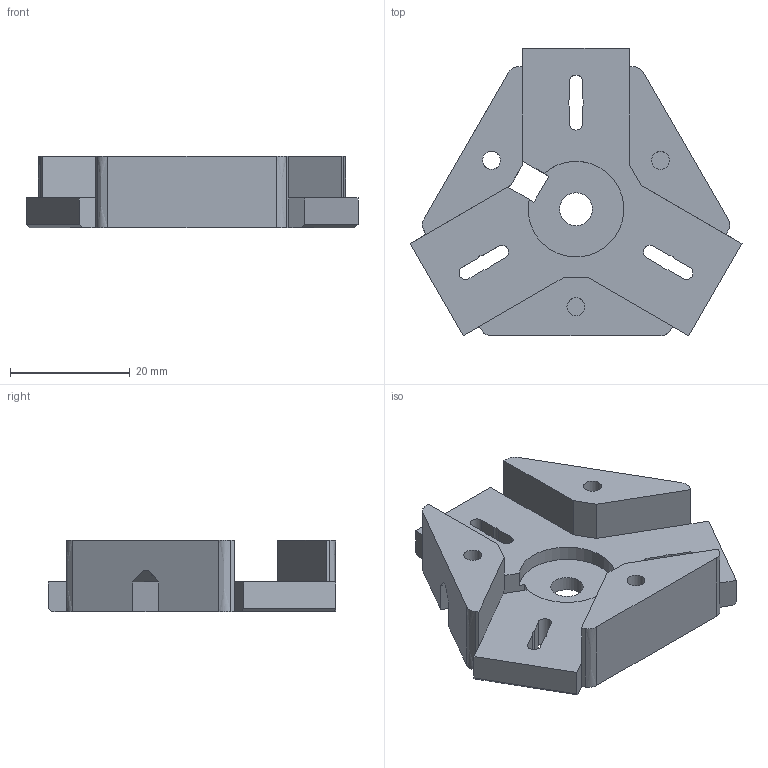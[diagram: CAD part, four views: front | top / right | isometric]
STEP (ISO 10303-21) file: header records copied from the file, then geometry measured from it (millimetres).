
FILE_DESCRIPTION(/* description */ (''),/* implementation_level */ '2;1');
FILE_NAME(/* name */ 'HexaLED base.step',/* time_stamp */ '2025-07-27T22:44:33+02:00',/* author */ (''),/* organization */ (''),/* preprocessor_version */ 'ST-DEVELOPER v20.1',/* originating_system */ 'Autodesk Translation Framework v14.10.0.0',/* authorisation */ '');
FILE_SCHEMA (('AUTOMOTIVE_DESIGN { 1 0 10303 214 3 1 1 }'));
Length unit declared in the file: millimetre
Products named in the file (2): LED-Sablona; nosilec trojni
Assembly tree (1 placements, depth 2):
  LED-Sablona
    nosilec trojni
Bounding box: 55.54 x 48.11 x 12 mm (x, y, z)
Volume: 12184.1 mm3; surface area: 6761.6 mm2
Topology: 1 solids, 1 shells, 80 faces, 229 edges, 150 vertices
Faces by surface type: plane 57, cylinder 17, bspline 6
Full cylindrical faces by diameter (mm): 3 x3, 5.5 x1
Entity records: 2841 total; most frequent: CARTESIAN_POINT 684, ORIENTED_EDGE 458, DIRECTION 397, EDGE_CURVE 229, LINE 167, VECTOR 167, VERTEX_POINT 150, AXIS2_PLACEMENT_3D 115
